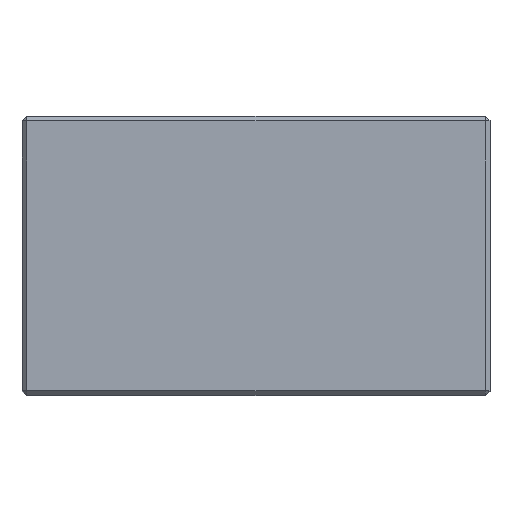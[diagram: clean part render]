
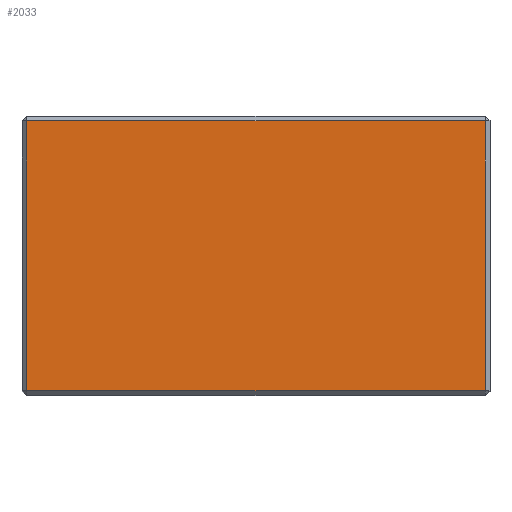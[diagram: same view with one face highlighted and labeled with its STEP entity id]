
A CAD part, top view. The second image highlights one B-rep face of the part: STEP entity #2033.
In plain terms, the highlighted planar face has unit normal (0, 0, 1).
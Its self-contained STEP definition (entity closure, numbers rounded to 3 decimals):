
#274=FACE_OUTER_BOUND('',#399,.T.);
#399=EDGE_LOOP('',(#1566,#1567,#1568,#1569));
#544=LINE('',#3231,#716);
#563=LINE('',#3266,#735);
#564=LINE('',#3268,#736);
#568=LINE('',#3275,#740);
#716=VECTOR('',#2559,10.);
#735=VECTOR('',#2598,10.);
#736=VECTOR('',#2601,10.);
#740=VECTOR('',#2611,10.);
#877=VERTEX_POINT('',#3184);
#887=VERTEX_POINT('',#3219);
#889=VERTEX_POINT('',#3225);
#895=VERTEX_POINT('',#3251);
#1095=EDGE_CURVE('',#889,#877,#544,.T.);
#1114=EDGE_CURVE('',#887,#895,#563,.T.);
#1115=EDGE_CURVE('',#895,#889,#564,.T.);
#1119=EDGE_CURVE('',#877,#887,#568,.T.);
#1566=ORIENTED_EDGE('',*,*,#1114,.F.);
#1567=ORIENTED_EDGE('',*,*,#1119,.F.);
#1568=ORIENTED_EDGE('',*,*,#1095,.F.);
#1569=ORIENTED_EDGE('',*,*,#1115,.F.);
#1822=PLANE('',#2214);
#2033=ADVANCED_FACE('',(#274),#1822,.T.);
#2214=AXIS2_PLACEMENT_3D('',#3359,#2702,#2703);
#2559=DIRECTION('',(0.,-1.,0.));
#2598=DIRECTION('',(0.,1.,0.));
#2601=DIRECTION('',(1.,0.,0.));
#2611=DIRECTION('',(-1.,0.,0.));
#2702=DIRECTION('center_axis',(0.,0.,
1.));
#2703=DIRECTION('ref_axis',(0.,-1.,0.));
#3184=CARTESIAN_POINT('',(33.474,-30.2,26.7));
#3219=CARTESIAN_POINT('',(-61.5,-30.2,26.7));
#3225=CARTESIAN_POINT('',(33.474,25.7,26.7));
#3231=CARTESIAN_POINT('',(33.474,12.225,26.7));
#3251=CARTESIAN_POINT('',(-61.5,25.7,26.7));
#3266=CARTESIAN_POINT('',(-61.5,12.225,26.7));
#3268=CARTESIAN_POINT('',(-62.5,25.7,26.7));
#3275=CARTESIAN_POINT('',(-62.5,-30.2,26.7));
#3359=CARTESIAN_POINT('Origin',(-62.5,26.7,26.7));
